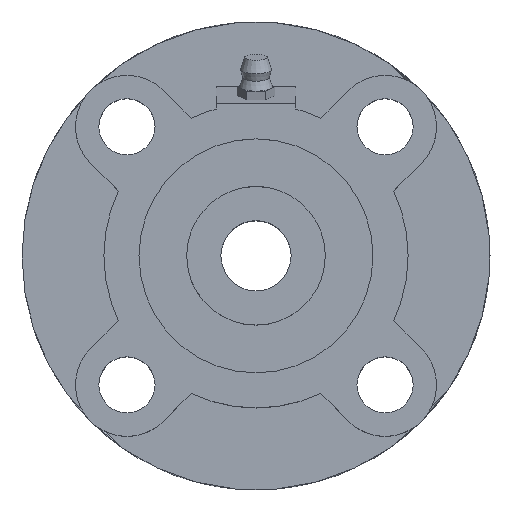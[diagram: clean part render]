
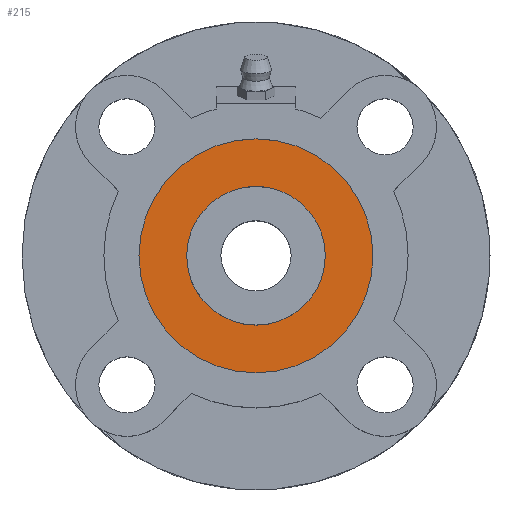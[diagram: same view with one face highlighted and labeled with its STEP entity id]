
A CAD part, top view. The second image highlights one B-rep face of the part: STEP entity #215.
In plain terms, the highlighted planar face has unit normal (0, 0, 1).
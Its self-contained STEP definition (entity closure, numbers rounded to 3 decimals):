
#215 = ADVANCED_FACE( '', ( #365, #366 ), #367, .T. );
#365 = FACE_BOUND( '', #575, .T. );
#366 = FACE_OUTER_BOUND( '', #576, .T. );
#367 = PLANE( '', #577 );
#575 = EDGE_LOOP( '', ( #987 ) );
#576 = EDGE_LOOP( '', ( #988 ) );
#577 = AXIS2_PLACEMENT_3D( '', #989, #990, #991 );
#987 = ORIENTED_EDGE( '', *, *, #1389, .T. );
#988 = ORIENTED_EDGE( '', *, *, #1390, .F. );
#989 = CARTESIAN_POINT( '', ( 0., 25., 19. ) );
#990 = DIRECTION( '', ( 0., 0., 1. ) );
#991 = DIRECTION( '', ( 1., 0., 0. ) );
#1389 = EDGE_CURVE( '', #1650, #1650, #1651, .T. );
#1390 = EDGE_CURVE( '', #1652, #1652, #1653, .T. );
#1650 = VERTEX_POINT( '', #2242 );
#1651 = CIRCLE( '', #2243, 14.8 );
#1652 = VERTEX_POINT( '', #2244 );
#1653 = CIRCLE( '', #2245, 25. );
#2242 = CARTESIAN_POINT( '', ( -14.8, 0., 19. ) );
#2243 = AXIS2_PLACEMENT_3D( '', #2525, #2526, #2527 );
#2244 = CARTESIAN_POINT( '', ( -25., 0., 19. ) );
#2245 = AXIS2_PLACEMENT_3D( '', #2528, #2529, #2530 );
#2525 = CARTESIAN_POINT( '', ( 0., 0., 19. ) );
#2526 = DIRECTION( '', ( 0., 0., -1. ) );
#2527 = DIRECTION( '', ( -1., 0., 0. ) );
#2528 = CARTESIAN_POINT( '', ( 0., 0., 19. ) );
#2529 = DIRECTION( '', ( 0., 0., -1. ) );
#2530 = DIRECTION( '', ( -1., 0., 0. ) );
